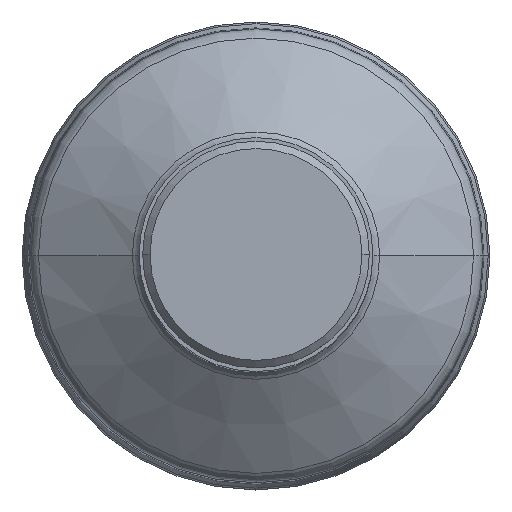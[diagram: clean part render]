
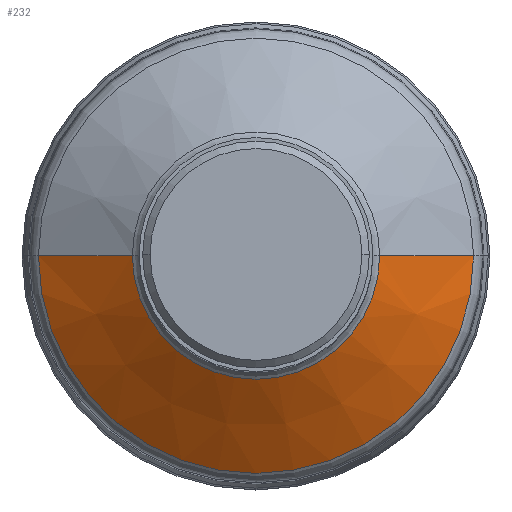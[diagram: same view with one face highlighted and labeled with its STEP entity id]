
A CAD part, top view. The second image highlights one B-rep face of the part: STEP entity #232.
In plain terms, the highlighted conical face has half-angle 55 degrees and reference radius 23.155 mm.
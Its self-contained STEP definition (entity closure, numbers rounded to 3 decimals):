
#67=CONICAL_SURFACE('',#2211,23.155,55.);
#232=ADVANCED_FACE('',(#383),#67,.T.);
#383=FACE_OUTER_BOUND('',#495,.T.);
#495=EDGE_LOOP('',(#916,#917,#918,#919,#920,#921));
#916=ORIENTED_EDGE('',*,*,#1356,.F.);
#917=ORIENTED_EDGE('',*,*,#1357,.F.);
#918=ORIENTED_EDGE('',*,*,#1355,.F.);
#919=ORIENTED_EDGE('',*,*,#1348,.F.);
#920=ORIENTED_EDGE('',*,*,#1347,.F.);
#921=ORIENTED_EDGE('',*,*,#1354,.T.);
#1116=VERTEX_POINT('',#4755);
#1117=VERTEX_POINT('',#4757);
#1118=VERTEX_POINT('',#4759);
#1121=VERTEX_POINT('',#4768);
#1122=VERTEX_POINT('',#4770);
#1123=VERTEX_POINT('',#4775);
#1347=EDGE_CURVE('',#1116,#1117,#1644,.T.);
#1348=EDGE_CURVE('',#1117,#1118,#1645,.T.);
#1354=EDGE_CURVE('',#1116,#1122,#1819,.T.);
#1355=EDGE_CURVE('',#1118,#1121,#1820,.T.);
#1356=EDGE_CURVE('',#1123,#1122,#1651,.T.);
#1357=EDGE_CURVE('',#1121,#1123,#1652,.T.);
#1644=CIRCLE('',#2199,29.532);
#1645=CIRCLE('',#2200,29.532);
#1651=CIRCLE('',#2209,16.779);
#1652=CIRCLE('',#2210,16.779);
#1819=LINE('',#4771,#1843);
#1820=LINE('',#4772,#1844);
#1843=VECTOR('',#2767,1.);
#1844=VECTOR('',#2768,1.);
#2199=AXIS2_PLACEMENT_3D('',#4756,#2749,#2750);
#2200=AXIS2_PLACEMENT_3D('',#4758,#2751,#2752);
#2209=AXIS2_PLACEMENT_3D('',#4774,#2771,#2772);
#2210=AXIS2_PLACEMENT_3D('',#4776,#2773,#2774);
#2211=AXIS2_PLACEMENT_3D('',#4777,#2775,#2776);
#2749=DIRECTION('',(0.,0.,-1.));
#2750=DIRECTION('',(1.,0.,0.));
#2751=DIRECTION('',(0.,0.,-1.));
#2752=DIRECTION('',(1.,-0.001,0.));
#2767=DIRECTION('',(-0.819,0.,0.574));
#2768=DIRECTION('',(0.819,0.,0.574));
#2771=DIRECTION('',(0.,0.,1.));
#2772=DIRECTION('',(-1.,-0.001,0.));
#2773=DIRECTION('',(0.,0.,1.));
#2774=DIRECTION('',(-1.,0.,0.));
#2775=DIRECTION('',(0.,0.,-1.));
#2776=DIRECTION('',(1.,0.,0.));
#4755=CARTESIAN_POINT('',(29.532,0.,-98.75));
#4756=CARTESIAN_POINT('',(0.,0.,-98.75));
#4757=CARTESIAN_POINT('',(29.532,-0.018,-98.75));
#4758=CARTESIAN_POINT('',(0.,0.,-98.75));
#4759=CARTESIAN_POINT('',(-29.532,0.,-98.75));
#4768=CARTESIAN_POINT('',(-16.779,0.,-89.821));
#4770=CARTESIAN_POINT('',(16.779,0.,-89.821));
#4771=CARTESIAN_POINT('',(29.532,0.,-98.75));
#4772=CARTESIAN_POINT('',(-29.532,0.,-98.75));
#4774=CARTESIAN_POINT('',(0.,0.,-89.821));
#4775=CARTESIAN_POINT('',(-16.779,-0.011,-89.821));
#4776=CARTESIAN_POINT('',(0.,0.,-89.821));
#4777=CARTESIAN_POINT('',(0.,0.,-94.285));
